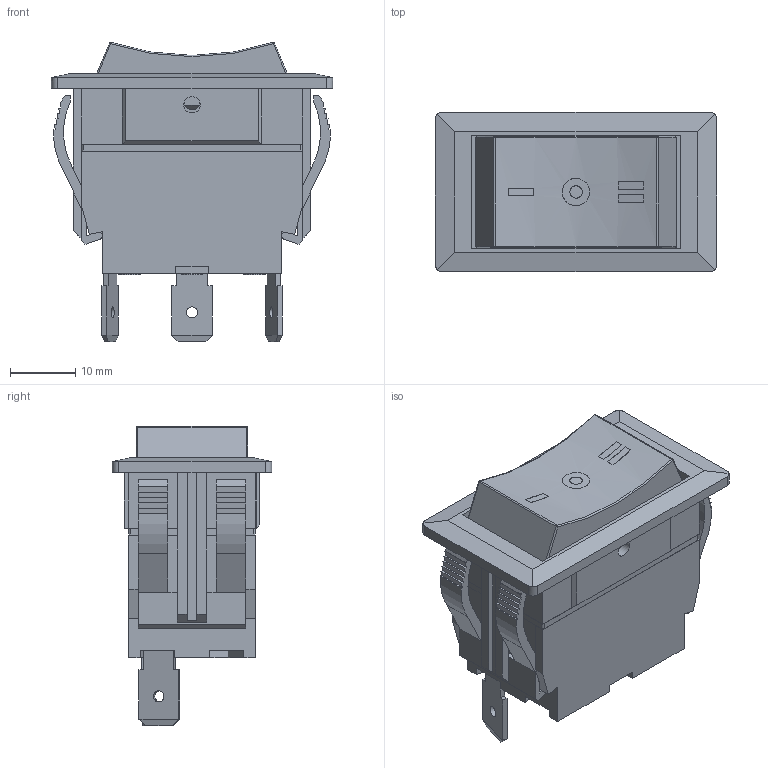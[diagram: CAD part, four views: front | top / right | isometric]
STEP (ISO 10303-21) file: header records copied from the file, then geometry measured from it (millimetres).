
FILE_DESCRIPTION(/* description */ (''),/* implementation_level */ '2;1');
FILE_NAME(/* name */ 'RVW45DxxxS.stp',/* time_stamp */ '2025-06-03T16:25:02-05:00',/* author */ ('mroman'),/* organization */ (''),/* preprocessor_version */ 'ST-DEVELOPER v18.1',/* originating_system */ 'Autodesk Inventor 2022',/* authorisation */ '');
FILE_SCHEMA (('AUTOMOTIVE_DESIGN { 1 0 10303 214 3 1 1 }'));
Length unit declared in the file: centimetre
Products named in the file (1): RVW45DxxxS
Bounding box: 43.2 x 24.5 x 46 mm (x, y, z)
Volume: 10482.6 mm3; surface area: 14157.7 mm2
Topology: 7 solids, 7 shells, 350 faces, 916 edges, 593 vertices
Faces by surface type: plane 277, cylinder 57, sphere 8, cone 4, bspline 2, torus 2
Full cylindrical faces by diameter (mm): 1.7 x3, 2.5 x2, 3.3 x3, 3.5 x1, 7 x1
Entity records: 12115 total; most frequent: CARTESIAN_POINT 3384, ORIENTED_EDGE 1826, DIRECTION 1723, EDGE_CURVE 913, LINE 769, VECTOR 769, VERTEX_POINT 593, AXIS2_PLACEMENT_3D 477
